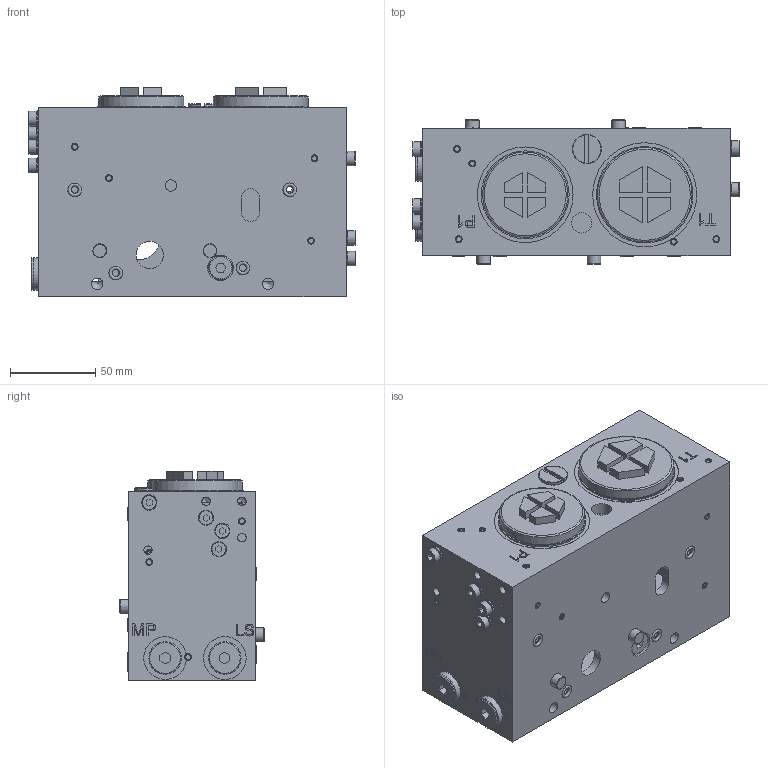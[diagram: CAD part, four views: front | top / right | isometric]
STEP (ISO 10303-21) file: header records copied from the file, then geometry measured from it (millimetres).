
FILE_DESCRIPTION(/* description */ ('Unknown'),/* implementation_level */ '2;1');
FILE_NAME(/* name */ '1435578_AP-2210-555N-step',/* time_stamp */ '2021-03-11T15:18:00+01:00',/* author */ ('Unknown'),/* organization */ ('Unknown'),/* preprocessor_version */ 'ST-DEVELOPER v16.7',/* originating_system */ 'DEX',/* authorisation */ $);
FILE_SCHEMA (('AUTOMOTIVE_DESIGN {1 0 10303 214 3 1 1}'));
Length unit declared in the file: millimetre
Products named in the file (36): AP-2210-555N-D; AP-2210-C01-131-K_oa_0; WU-4604-040_oa_1; WU-4604-040; WU-4604-040_oa_2; WU-4604-040_oa_3; WU-4604-040_oa_4; WU-4604-040_oa_5; WU-4208-012_oa_6; WU-4208-012_oa_7; WU-4208-012_oa_8; WU-4208-012_oa_9; WT-2600-516; WU-4604-040_oa_10; AP-1630-001-002; WT-2601-115; WT-4015-001; HR-0111-039_oa_11; HR-0111-037_oa_12; AP-1610-001-024-A_oa_13; AP-1610-001-002-A_oa_14; WT-2000-057; WU-1505-006; WX-2130-020_oa_15; wechselventil_oa_16; kogel_oa_17; WX-2130-020 O-RING_oa_18; WX-2130-020 O-RING_oa_19; WU-4604-040_oa_20; WU-4604-040_oa_21; WU-4604-040_oa_22; WW-5440-002_oa_23; WW-5440-004_oa_24; WW-5440-004_oa_25; XO-0008-042_oa_26; XO-0008-048_oa_27
Assembly tree (67 placements, depth 3):
  AP-2210-555N-D
    AP-2210-C01-131-K_oa_0
    WU-4604-040_oa_1
    WU-4604-040  x14
    WU-4604-040_oa_2
    WU-4604-040_oa_3
    WU-4604-040_oa_4
    WU-4604-040_oa_5
    WU-4208-012_oa_6
    WU-4208-012_oa_7
    WU-4208-012_oa_8
    WU-4208-012_oa_9
    WT-2600-516  x8
    WU-4604-040_oa_10
    AP-1630-001-002
    WT-2601-115
    WT-4015-001
    HR-0111-039_oa_11
    HR-0111-037_oa_12
    AP-1610-001-024-A_oa_13
    AP-1610-001-002-A_oa_14
    WT-2000-057  x7
    WU-1505-006  x7
    WX-2130-020_oa_15
      wechselventil_oa_16
      kogel_oa_17
      WX-2130-020 O-RING_oa_18
      WX-2130-020 O-RING_oa_19
    WU-4604-040_oa_20
    WU-4604-040_oa_21
    WU-4604-040_oa_22
    WW-5440-002_oa_23
    WW-5440-004_oa_24
    WW-5440-004_oa_25
    XO-0008-042_oa_26
    XO-0008-048_oa_27
Bounding box: 191.5 x 84.5 x 122.5 mm (x, y, z)
Volume: 471926.6 mm3; surface area: 180284.7 mm2
Topology: 59 solids, 59 shells, 1704 faces, 3285 edges, 2251 vertices
Faces by surface type: plane 869, cylinder 708, cone 83, torus 32, bspline 12
Full cylindrical faces by diameter (mm): 2 x19, 3 x25, 3.75 x230, 4 x286, 4.134 x11, 4.917 x6, 5 x7, 5.7 x7, 6.647 x3, 7.7 x14, 7.8 x8, 8 x8, 8.376 x3, 8.5 x7, 9 x7, 10 x2, 10.95 x1, 11 x2, 11.445 x2, 11.835 x1, 12 x1, 12.38 x1, 13 x3, 13.8 x1, 13.917 x1, 14 x2, 15 x4, 16 x1, 17 x3, 18.8 x2
Entity records: 26144 total; most frequent: CARTESIAN_POINT 4442, DIRECTION 4011, ORIENTED_EDGE 2676, AXIS2_PLACEMENT_3D 1777, FACE_BOUND 1730, EDGE_LOOP 1716, EDGE_CURVE 1338, VERTEX_POINT 1146
